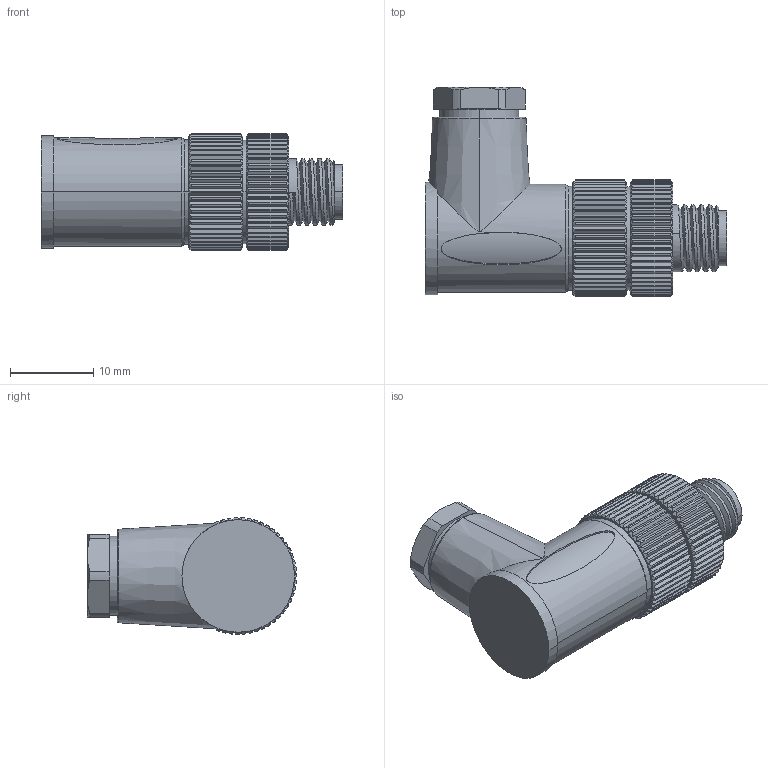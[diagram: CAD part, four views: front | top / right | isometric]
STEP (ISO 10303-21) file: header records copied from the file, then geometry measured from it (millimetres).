
FILE_DESCRIPTION((''),'2;1');
FILE_NAME('234959_ASM','2023-06-06T09:17:16',('banengservice'),('BANNER ENGINEERING'),'CREO PARAMETRIC BY PTC INC, 2022414','CREO PARAMETRIC BY PTC INC, 2022414','');
FILE_SCHEMA(('CONFIG_CONTROL_DESIGN'));
Length unit declared in the file: millimetre
Products named in the file (2): 234959_EP01; 234959_ASM
Assembly tree (1 placements, depth 2):
  234959_ASM
    234959_EP01
Bounding box: 36.2 x 25.1 x 14 mm (x, y, z)
Volume: 5507.3 mm3; surface area: 3045.9 mm2
Topology: 1 solids, 2 shells, 695 faces, 1776 edges, 1105 vertices
Faces by surface type: plane 253, cone 239, cylinder 168, bspline 31, torus 4
Entity records: 25671 total; most frequent: CARTESIAN_POINT 9479, ORIENTED_EDGE 3552, DIRECTION 3180, EDGE_CURVE 1776, AXIS2_PLACEMENT_3D 1258, VERTEX_POINT 1105, EDGE_LOOP 717, FACE_OUTER_BOUND 695
